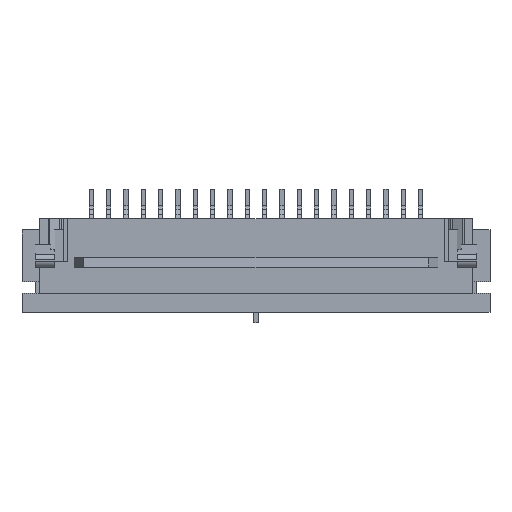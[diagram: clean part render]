
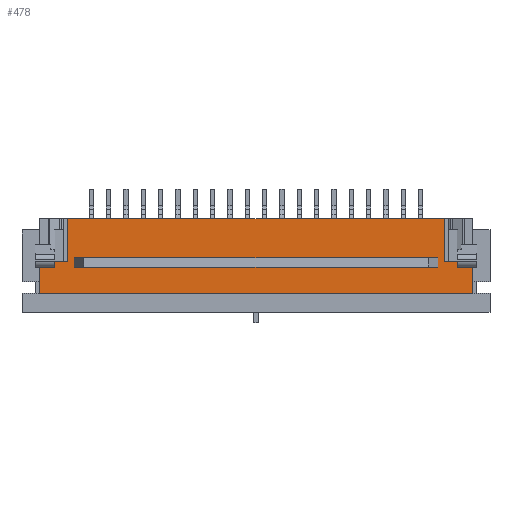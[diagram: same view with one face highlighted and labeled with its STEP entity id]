
A CAD part, top view. The second image highlights one B-rep face of the part: STEP entity #478.
In plain terms, the highlighted planar face has unit normal (0, 0, 1).
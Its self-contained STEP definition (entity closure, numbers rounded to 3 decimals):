
#478 = ADVANCED_FACE( '', ( #1199 ), #1200, .F. );
#1199 = FACE_OUTER_BOUND( '', #2297, .T. );
#1200 = PLANE( '', #2298 );
#2297 = EDGE_LOOP( '', ( #3547, #3548, #3549, #3550, #3551, #3552, #3553, #3554 ) );
#2298 = AXIS2_PLACEMENT_3D( '', #3555, #3556, #3557 );
#3547 = ORIENTED_EDGE( '', *, *, #8268, .T. );
#3548 = ORIENTED_EDGE( '', *, *, #8269, .F. );
#3549 = ORIENTED_EDGE( '', *, *, #8270, .T. );
#3550 = ORIENTED_EDGE( '', *, *, #8271, .F. );
#3551 = ORIENTED_EDGE( '', *, *, #8272, .F. );
#3552 = ORIENTED_EDGE( '', *, *, #8273, .F. );
#3553 = ORIENTED_EDGE( '', *, *, #8242, .F. );
#3554 = ORIENTED_EDGE( '', *, *, #8266, .T. );
#3555 = CARTESIAN_POINT( '', ( 12.5, -2.15, 1.5 ) );
#3556 = DIRECTION( '', ( 0., 0., -1. ) );
#3557 = DIRECTION( '', ( -1., 0., 0. ) );
#8242 = EDGE_CURVE( '', #9942, #9944, #9945, .T. );
#8266 = EDGE_CURVE( '', #9942, #9986, #9988, .T. );
#8268 = EDGE_CURVE( '', #9986, #9990, #9991, .T. );
#8269 = EDGE_CURVE( '', #9992, #9990, #9993, .T. );
#8270 = EDGE_CURVE( '', #9992, #9994, #9995, .T. );
#8271 = EDGE_CURVE( '', #9996, #9994, #9997, .T. );
#8272 = EDGE_CURVE( '', #9998, #9996, #9999, .T. );
#8273 = EDGE_CURVE( '', #9944, #9998, #10000, .T. );
#9942 = VERTEX_POINT( '', #12553 );
#9944 = VERTEX_POINT( '', #12556 );
#9945 = LINE( '', #12557, #12558 );
#9986 = VERTEX_POINT( '', #12616 );
#9988 = LINE( '', #12619, #12620 );
#9990 = VERTEX_POINT( '', #12623 );
#9991 = LINE( '', #12624, #12625 );
#9992 = VERTEX_POINT( '', #12626 );
#9993 = LINE( '', #12627, #12628 );
#9994 = VERTEX_POINT( '', #12629 );
#9995 = LINE( '', #12630, #12631 );
#9996 = VERTEX_POINT( '', #12632 );
#9997 = LINE( '', #12633, #12634 );
#9998 = VERTEX_POINT( '', #12635 );
#9999 = LINE( '', #12636, #12637 );
#10000 = LINE( '', #12638, #12639 );
#12553 = CARTESIAN_POINT( '', ( 12.5, -2.15, 1.5 ) );
#12556 = CARTESIAN_POINT( '', ( -12.5, -2.15, 1.5 ) );
#12557 = CARTESIAN_POINT( '', ( 12.5, -2.15, 1.5 ) );
#12558 = VECTOR( '', #16173, 1000. );
#12616 = CARTESIAN_POINT( '', ( 12.5, -0.35, 1.5 ) );
#12619 = CARTESIAN_POINT( '', ( 12.5, -2.15, 1.5 ) );
#12620 = VECTOR( '', #16207, 1000. );
#12623 = CARTESIAN_POINT( '', ( 10.85, -0.35, 1.5 ) );
#12624 = CARTESIAN_POINT( '', ( 10.85, -0.35, 1.5 ) );
#12625 = VECTOR( '', #16209, 1000. );
#12626 = CARTESIAN_POINT( '', ( 10.85, 2.15, 1.5 ) );
#12627 = CARTESIAN_POINT( '', ( 10.85, 25.402, 1.5 ) );
#12628 = VECTOR( '', #16210, 1000. );
#12629 = CARTESIAN_POINT( '', ( -10.85, 2.15, 1.5 ) );
#12630 = CARTESIAN_POINT( '', ( 12.5, 2.15, 1.5 ) );
#12631 = VECTOR( '', #16211, 1000. );
#12632 = CARTESIAN_POINT( '', ( -10.85, -0.35, 1.5 ) );
#12633 = CARTESIAN_POINT( '', ( -10.85, -2.15, 1.5 ) );
#12634 = VECTOR( '', #16212, 1000. );
#12635 = CARTESIAN_POINT( '', ( -12.5, -0.35, 1.5 ) );
#12636 = CARTESIAN_POINT( '', ( -10.85, -0.35, 1.5 ) );
#12637 = VECTOR( '', #16213, 1000. );
#12638 = CARTESIAN_POINT( '', ( -12.5, -2.15, 1.5 ) );
#12639 = VECTOR( '', #16214, 1000. );
#16173 = DIRECTION( '', ( -1., 0., 0. ) );
#16207 = DIRECTION( '', ( 0., 1., 0. ) );
#16209 = DIRECTION( '', ( -1., 0., 0. ) );
#16210 = DIRECTION( '', ( 0., -1., 0. ) );
#16211 = DIRECTION( '', ( -1., 0., 0. ) );
#16212 = DIRECTION( '', ( 0., 1., 0. ) );
#16213 = DIRECTION( '', ( 1., 0., 0. ) );
#16214 = DIRECTION( '', ( 0., 1., 0. ) );
